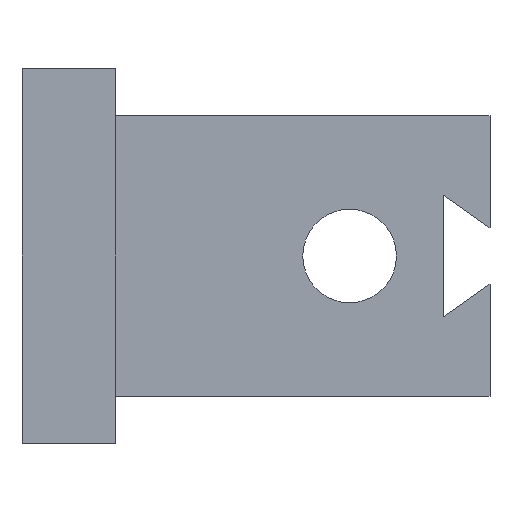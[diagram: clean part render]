
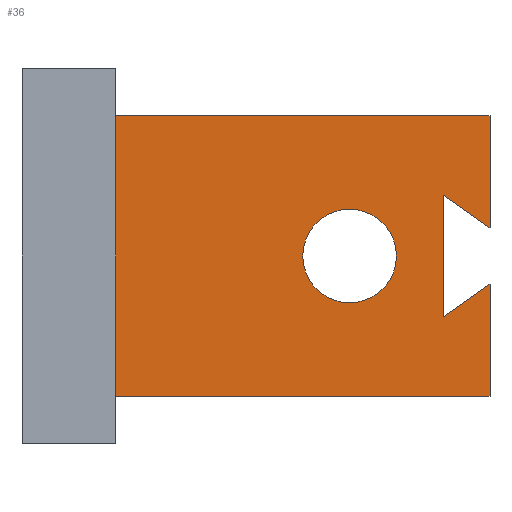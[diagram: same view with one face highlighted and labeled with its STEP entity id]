
A CAD part, left-side view. The second image highlights one B-rep face of the part: STEP entity #36.
In plain terms, the highlighted planar face has unit normal (-1, 0, 0).
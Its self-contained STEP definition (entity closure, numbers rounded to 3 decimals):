
#8 = EDGE_CURVE ( 'NONE', #56, #687, #751, .T. ) ;
#15 = AXIS2_PLACEMENT_3D ( 'NONE', #221, #169, #295 ) ;
#20 = CARTESIAN_POINT ( 'NONE',  ( -10., -10., 10. ) ) ;
#27 = LINE ( 'NONE', #216, #450 ) ;
#36 = ADVANCED_FACE ( 'NONE', ( #727, #212 ), #654, .T. ) ;
#46 = DIRECTION ( 'NONE',  ( 0., 0., 1. ) ) ;
#50 = ORIENTED_EDGE ( 'NONE', *, *, #173, .T. ) ;
#53 = LINE ( 'NONE', #351, #159 ) ;
#56 = VERTEX_POINT ( 'NONE', #20 ) ;
#58 = LINE ( 'NONE', #242, #224 ) ;
#67 = CARTESIAN_POINT ( 'NONE',  ( -10., -10., 20. ) ) ;
#87 = CARTESIAN_POINT ( 'NONE',  ( -10., -9.95, 28.535 ) ) ;
#88 = CARTESIAN_POINT ( 'NONE',  ( -10., -10., 15. ) ) ;
#92 = EDGE_CURVE ( 'NONE', #581, #681, #27, .T. ) ;
#105 = AXIS2_PLACEMENT_3D ( 'NONE', #88, #708, #205 ) ;
#110 = EDGE_CURVE ( 'NONE', #182, #408, #346, .T. ) ;
#113 = CARTESIAN_POINT ( 'NONE',  ( -10., -25., 0. ) ) ;
#119 = CIRCLE ( 'NONE', #15, 5. ) ;
#121 = CARTESIAN_POINT ( 'NONE',  ( -10., -25., 30. ) ) ;
#129 = DIRECTION ( 'NONE',  ( 0., 0.819, -0.573 ) ) ;
#134 = CARTESIAN_POINT ( 'NONE',  ( -10., 25., 0. ) ) ;
#144 = CARTESIAN_POINT ( 'NONE',  ( -10., 15., 30. ) ) ;
#157 = EDGE_CURVE ( 'NONE', #177, #690, #275, .T. ) ;
#159 = VECTOR ( 'NONE', #407, 1000. ) ;
#162 = EDGE_CURVE ( 'NONE', #367, #177, #53, .T. ) ;
#166 = VECTOR ( 'NONE', #219, 1000. ) ;
#168 = CARTESIAN_POINT ( 'NONE',  ( -10., -20., 4.25 ) ) ;
#169 = DIRECTION ( 'NONE',  ( 1., 0., 0. ) ) ;
#173 = EDGE_CURVE ( 'NONE', #687, #56, #119, .T. ) ;
#177 = VERTEX_POINT ( 'NONE', #449 ) ;
#182 = VERTEX_POINT ( 'NONE', #749 ) ;
#197 = DIRECTION ( 'NONE',  ( -1., 0., 0. ) ) ;
#205 = DIRECTION ( 'NONE',  ( 0., 0., 1. ) ) ;
#212 = FACE_BOUND ( 'NONE', #348, .T. ) ;
#213 = AXIS2_PLACEMENT_3D ( 'NONE', #134, #197, #537 ) ;
#216 = CARTESIAN_POINT ( 'NONE',  ( -10., 25., 30. ) ) ;
#219 = DIRECTION ( 'NONE',  ( 0., -0.819, -0.573 ) ) ;
#221 = CARTESIAN_POINT ( 'NONE',  ( -10., -10., 15. ) ) ;
#224 = VECTOR ( 'NONE', #129, 1000. ) ;
#234 = ORIENTED_EDGE ( 'NONE', *, *, #540, .T. ) ;
#237 = ORIENTED_EDGE ( 'NONE', *, *, #290, .T. ) ;
#242 = CARTESIAN_POINT ( 'NONE',  ( -10., -5.403, -1.718 ) ) ;
#252 = EDGE_CURVE ( 'NONE', #374, #681, #336, .T. ) ;
#265 = ORIENTED_EDGE ( 'NONE', *, *, #286, .T. ) ;
#275 = LINE ( 'NONE', #283, #341 ) ;
#283 = CARTESIAN_POINT ( 'NONE',  ( -10., -25., 0. ) ) ;
#286 = EDGE_CURVE ( 'NONE', #581, #367, #478, .T. ) ;
#290 = EDGE_CURVE ( 'NONE', #690, #182, #58, .T. ) ;
#291 = ORIENTED_EDGE ( 'NONE', *, *, #157, .T. ) ;
#294 = VECTOR ( 'NONE', #452, 1000. ) ;
#295 = DIRECTION ( 'NONE',  ( 0., 0., 1. ) ) ;
#311 = DIRECTION ( 'NONE',  ( 0., -1., 0. ) ) ;
#323 = ORIENTED_EDGE ( 'NONE', *, *, #92, .F. ) ;
#336 = LINE ( 'NONE', #113, #294 ) ;
#341 = VECTOR ( 'NONE', #521, 1000. ) ;
#346 = LINE ( 'NONE', #168, #725 ) ;
#348 = EDGE_LOOP ( 'NONE', ( #50, #758 ) ) ;
#351 = CARTESIAN_POINT ( 'NONE',  ( -10., 25., 0. ) ) ;
#355 = VECTOR ( 'NONE', #595, 1000. ) ;
#366 = CARTESIAN_POINT ( 'NONE',  ( -10., -25., 18. ) ) ;
#367 = VERTEX_POINT ( 'NONE', #761 ) ;
#374 = VERTEX_POINT ( 'NONE', #366 ) ;
#407 = DIRECTION ( 'NONE',  ( 0., -1., 0. ) ) ;
#408 = VERTEX_POINT ( 'NONE', #418 ) ;
#410 = ORIENTED_EDGE ( 'NONE', *, *, #252, .T. ) ;
#418 = CARTESIAN_POINT ( 'NONE',  ( -10., -20., 21.5 ) ) ;
#445 = EDGE_LOOP ( 'NONE', ( #237, #753, #234, #410, #323, #265, #645, #291 ) ) ;
#449 = CARTESIAN_POINT ( 'NONE',  ( -10., -25., 0. ) ) ;
#450 = VECTOR ( 'NONE', #311, 1000. ) ;
#452 = DIRECTION ( 'NONE',  ( 0., 0., 1. ) ) ;
#478 = LINE ( 'NONE', #525, #355 ) ;
#521 = DIRECTION ( 'NONE',  ( 0., 0., 1. ) ) ;
#525 = CARTESIAN_POINT ( 'NONE',  ( -10., 15., -2.5 ) ) ;
#537 = DIRECTION ( 'NONE',  ( 0., -1., 0. ) ) ;
#540 = EDGE_CURVE ( 'NONE', #408, #374, #714, .T. ) ;
#581 = VERTEX_POINT ( 'NONE', #144 ) ;
#595 = DIRECTION ( 'NONE',  ( 0., 0., -1. ) ) ;
#645 = ORIENTED_EDGE ( 'NONE', *, *, #162, .T. ) ;
#654 = PLANE ( 'NONE',  #213 ) ;
#681 = VERTEX_POINT ( 'NONE', #121 ) ;
#687 = VERTEX_POINT ( 'NONE', #67 ) ;
#690 = VERTEX_POINT ( 'NONE', #695 ) ;
#695 = CARTESIAN_POINT ( 'NONE',  ( -10., -25., 12. ) ) ;
#708 = DIRECTION ( 'NONE',  ( 1., 0., 0. ) ) ;
#714 = LINE ( 'NONE', #87, #166 ) ;
#725 = VECTOR ( 'NONE', #46, 1000. ) ;
#727 = FACE_OUTER_BOUND ( 'NONE', #445, .T. ) ;
#749 = CARTESIAN_POINT ( 'NONE',  ( -10., -20., 8.5 ) ) ;
#751 = CIRCLE ( 'NONE', #105, 5. ) ;
#753 = ORIENTED_EDGE ( 'NONE', *, *, #110, .T. ) ;
#758 = ORIENTED_EDGE ( 'NONE', *, *, #8, .T. ) ;
#761 = CARTESIAN_POINT ( 'NONE',  ( -10., 15., 0. ) ) ;
